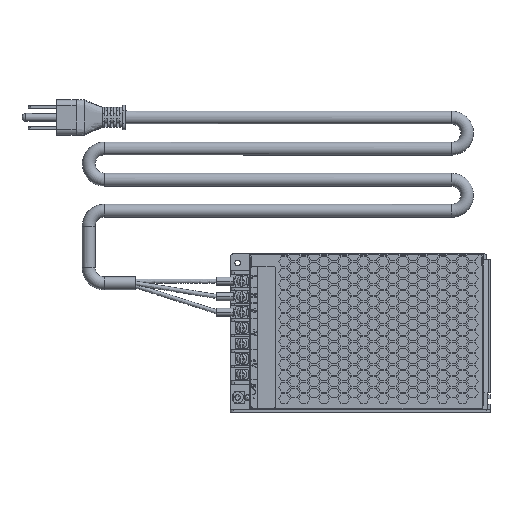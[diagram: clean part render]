
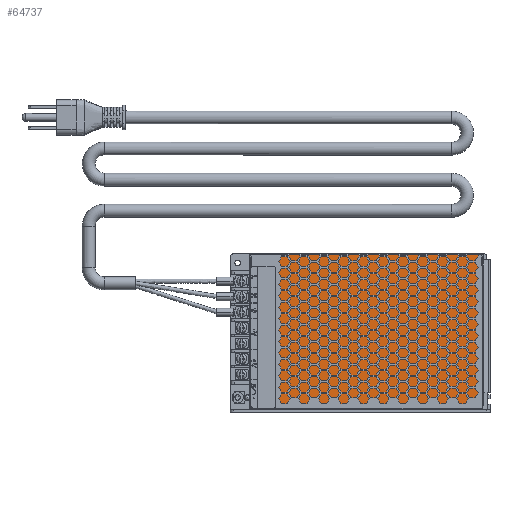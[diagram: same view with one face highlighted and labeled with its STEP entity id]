
A CAD part, top view. The second image highlights one B-rep face of the part: STEP entity #64737.
In plain terms, the highlighted planar face has unit normal (0, 0, 1).
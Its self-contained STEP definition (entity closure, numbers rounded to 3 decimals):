
#7981=VERTEX_POINT('',#102787);
#7982=VERTEX_POINT('',#102788);
#7985=VERTEX_POINT('',#102796);
#7987=VERTEX_POINT('',#102802);
#16289=VECTOR('',#80926,1.);
#16293=VECTOR('',#80931,1.);
#16296=VECTOR('',#80935,1.);
#16299=VECTOR('',#80939,1.);
#24697=LINE('',#102786,#16289);
#24701=LINE('',#102795,#16293);
#24704=LINE('',#102801,#16296);
#24707=LINE('',#102807,#16299);
#33841=EDGE_CURVE('',#7981,#7982,#24697,.T.);
#33845=EDGE_CURVE('',#7982,#7985,#24701,.T.);
#33848=EDGE_CURVE('',#7985,#7987,#24704,.T.);
#33851=EDGE_CURVE('',#7987,#7981,#24707,.T.);
#51558=ORIENTED_EDGE('',*,*,#33841,.F.);
#51559=ORIENTED_EDGE('',*,*,#33851,.F.);
#51560=ORIENTED_EDGE('',*,*,#33848,.F.);
#51561=ORIENTED_EDGE('',*,*,#33845,.F.);
#57424=EDGE_LOOP('',(#51558,#51559,#51560,#51561));
#61428=FACE_BOUND('',#57424,.T.);
#64737=ADVANCED_FACE('',(#61428),#110446,.T.);
#68561=AXIS2_PLACEMENT_3D('',#102809,#80941,$);
#80926=DIRECTION('',(1.,0.,0.));
#80931=DIRECTION('',(0.,-1.,0.));
#80935=DIRECTION('',(-1.,0.,0.));
#80939=DIRECTION('',(0.,1.,0.));
#80941=DIRECTION('',(0.,0.,1.));
#102786=CARTESIAN_POINT('',(69.406,45.949,22.809));
#102787=CARTESIAN_POINT('',(-69.406,45.949,22.809));
#102788=CARTESIAN_POINT('',(69.406,45.949,22.809));
#102795=CARTESIAN_POINT('',(69.406,-45.949,22.809));
#102796=CARTESIAN_POINT('',(69.406,-45.949,22.809));
#102801=CARTESIAN_POINT('',(-69.406,-45.949,22.809));
#102802=CARTESIAN_POINT('',(-69.406,-45.949,22.809));
#102807=CARTESIAN_POINT('',(-69.406,45.949,22.809));
#102809=CARTESIAN_POINT('',(0.,0.,22.809));
#110446=PLANE('',#68561);
